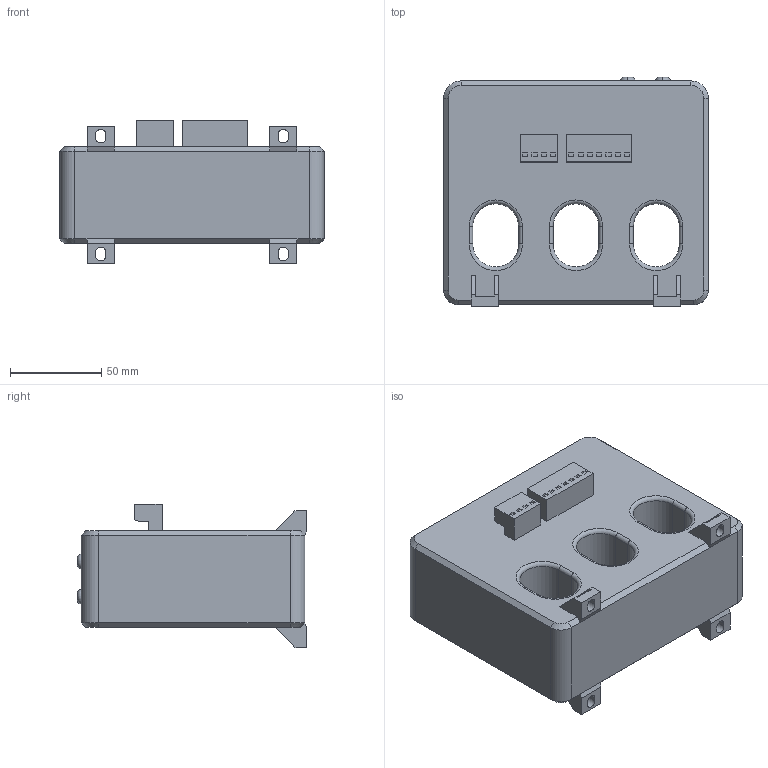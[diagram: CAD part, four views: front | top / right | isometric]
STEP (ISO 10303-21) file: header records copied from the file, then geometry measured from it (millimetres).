
FILE_DESCRIPTION (( 'STEP AP214' ), '1' );
FILE_NAME ('CDS9.STEP', '2025-03-13T06:42:59', ( '' ), ( 'Microsoft' ), 'SwSTEP 2.0', 'SolidWorks 2014', '' );
FILE_SCHEMA (( 'AUTOMOTIVE_DESIGN' ));
Length unit declared in the file: millimetre
Products named in the file (1): CDS9
Bounding box: 145 x 125.61 x 78.4 mm (x, y, z)
Volume: 830130.3 mm3; surface area: 79143.4 mm2
Topology: 1 solids, 1 shells, 1732 faces, 4842 edges, 3212 vertices
Faces by surface type: plane 1224, bspline 424, cylinder 56, torus 20, cone 8
Entity records: 70720 total; most frequent: CARTESIAN_POINT 28875, ORIENTED_EDGE 9684, DIRECTION 6768, EDGE_CURVE 4842, VECTOR 3838, LINE 3838, VERTEX_POINT 3212, EDGE_LOOP 1846
